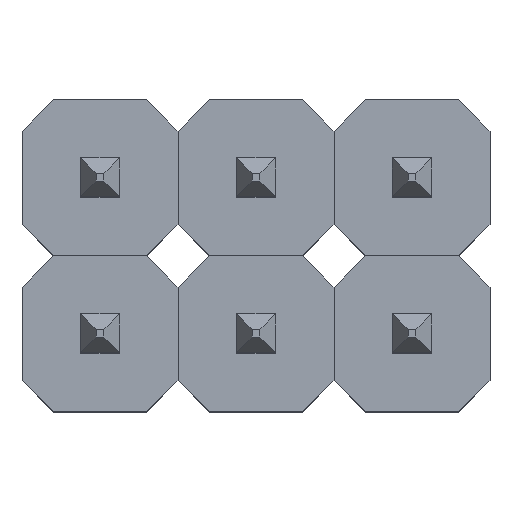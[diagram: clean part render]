
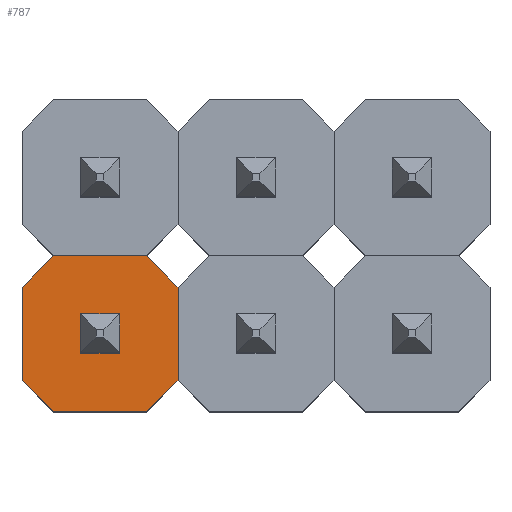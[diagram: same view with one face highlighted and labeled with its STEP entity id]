
A CAD part, top view. The second image highlights one B-rep face of the part: STEP entity #787.
In plain terms, the highlighted planar face has unit normal (0, 0, 1).
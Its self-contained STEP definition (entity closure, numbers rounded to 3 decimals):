
#331 = EDGE_CURVE('',#332,#334,#336,.T.);
#332 = VERTEX_POINT('',#333);
#333 = CARTESIAN_POINT('',(1.27,0.752,2.55));
#334 = VERTEX_POINT('',#335);
#335 = CARTESIAN_POINT('',(0.762,1.26,2.55));
#336 = LINE('',#337,#338);
#337 = CARTESIAN_POINT('',(1.27,0.752,2.55));
#338 = VECTOR('',#339,1.);
#339 = DIRECTION('',(-0.707,0.707,0.)
  );
#362 = EDGE_CURVE('',#363,#365,#367,.T.);
#363 = VERTEX_POINT('',#364);
#364 = CARTESIAN_POINT('',(0.762,-1.28,2.55));
#365 = VERTEX_POINT('',#366);
#366 = CARTESIAN_POINT('',(1.27,-0.772,2.55));
#367 = LINE('',#368,#369);
#368 = CARTESIAN_POINT('',(0.762,-1.28,2.55));
#369 = VECTOR('',#370,1.);
#370 = DIRECTION('',(0.707,0.707,0.)
  );
#552 = EDGE_CURVE('',#553,#555,#557,.T.);
#553 = VERTEX_POINT('',#554);
#554 = CARTESIAN_POINT('',(-0.762,1.26,2.55));
#555 = VERTEX_POINT('',#556);
#556 = CARTESIAN_POINT('',(-1.27,0.752,2.55));
#557 = LINE('',#558,#559);
#558 = CARTESIAN_POINT('',(-0.762,1.26,2.55));
#559 = VECTOR('',#560,1.);
#560 = DIRECTION('',(-0.707,-0.707,0.
    ));
#583 = EDGE_CURVE('',#584,#555,#586,.T.);
#584 = VERTEX_POINT('',#585);
#585 = CARTESIAN_POINT('',(-1.27,-0.772,2.55));
#586 = LINE('',#587,#588);
#587 = CARTESIAN_POINT('',(-1.27,-1.28,2.55));
#588 = VECTOR('',#589,1.);
#589 = DIRECTION('',(0.,1.,0.));
#607 = EDGE_CURVE('',#584,#608,#610,.T.);
#608 = VERTEX_POINT('',#609);
#609 = CARTESIAN_POINT('',(-0.762,-1.28,2.55));
#610 = LINE('',#611,#612);
#611 = CARTESIAN_POINT('',(-1.27,-0.772,2.55));
#612 = VECTOR('',#613,1.);
#613 = DIRECTION('',(0.707,-0.707,0.
    ));
#774 = EDGE_CURVE('',#363,#608,#775,.T.);
#775 = LINE('',#776,#777);
#776 = CARTESIAN_POINT('',(1.27,-1.28,2.55));
#777 = VECTOR('',#778,1.);
#778 = DIRECTION('',(-1.,0.,0.));
#787 = ADVANCED_FACE('',(#788,#808),#842,.F.);
#788 = FACE_BOUND('',#789,.F.);
#789 = EDGE_LOOP('',(#790,#796,#797,#803,#804,#805,#806,#807));
#790 = ORIENTED_EDGE('',*,*,#791,.T.);
#791 = EDGE_CURVE('',#553,#334,#792,.T.);
#792 = LINE('',#793,#794);
#793 = CARTESIAN_POINT('',(-1.27,1.26,2.55));
#794 = VECTOR('',#795,1.);
#795 = DIRECTION('',(1.,0.,0.));
#796 = ORIENTED_EDGE('',*,*,#331,.F.);
#797 = ORIENTED_EDGE('',*,*,#798,.T.);
#798 = EDGE_CURVE('',#332,#365,#799,.T.);
#799 = LINE('',#800,#801);
#800 = CARTESIAN_POINT('',(1.27,1.26,2.55));
#801 = VECTOR('',#802,1.);
#802 = DIRECTION('',(0.,-1.,0.));
#803 = ORIENTED_EDGE('',*,*,#362,.F.);
#804 = ORIENTED_EDGE('',*,*,#774,.T.);
#805 = ORIENTED_EDGE('',*,*,#607,.F.);
#806 = ORIENTED_EDGE('',*,*,#583,.T.);
#807 = ORIENTED_EDGE('',*,*,#552,.F.);
#808 = FACE_BOUND('',#809,.F.);
#809 = EDGE_LOOP('',(#810,#820,#828,#836));
#810 = ORIENTED_EDGE('',*,*,#811,.F.);
#811 = EDGE_CURVE('',#812,#814,#816,.T.);
#812 = VERTEX_POINT('',#813);
#813 = CARTESIAN_POINT('',(-0.318,-0.328,2.55));
#814 = VERTEX_POINT('',#815);
#815 = CARTESIAN_POINT('',(-0.318,0.308,2.55));
#816 = LINE('',#817,#818);
#817 = CARTESIAN_POINT('',(-0.318,2.53,2.55));
#818 = VECTOR('',#819,1.);
#819 = DIRECTION('',(0.,1.,0.));
#820 = ORIENTED_EDGE('',*,*,#821,.F.);
#821 = EDGE_CURVE('',#822,#812,#824,.T.);
#822 = VERTEX_POINT('',#823);
#823 = CARTESIAN_POINT('',(0.318,-0.328,2.55));
#824 = LINE('',#825,#826);
#825 = CARTESIAN_POINT('',(5.08,-0.328,2.55));
#826 = VECTOR('',#827,1.);
#827 = DIRECTION('',(-1.,0.,0.));
#828 = ORIENTED_EDGE('',*,*,#829,.F.);
#829 = EDGE_CURVE('',#830,#822,#832,.T.);
#830 = VERTEX_POINT('',#831);
#831 = CARTESIAN_POINT('',(0.318,0.308,2.55));
#832 = LINE('',#833,#834);
#833 = CARTESIAN_POINT('',(0.318,2.53,2.55));
#834 = VECTOR('',#835,1.);
#835 = DIRECTION('',(0.,-1.,0.));
#836 = ORIENTED_EDGE('',*,*,#837,.F.);
#837 = EDGE_CURVE('',#814,#830,#838,.T.);
#838 = LINE('',#839,#840);
#839 = CARTESIAN_POINT('',(5.08,0.308,2.55));
#840 = VECTOR('',#841,1.);
#841 = DIRECTION('',(1.,0.,0.));
#842 = PLANE('',#843);
#843 = AXIS2_PLACEMENT_3D('',#844,#845,#846);
#844 = CARTESIAN_POINT('',(5.08,2.53,2.55));
#845 = DIRECTION('',(0.,0.,-1.));
#846 = DIRECTION('',(0.,-1.,0.));
